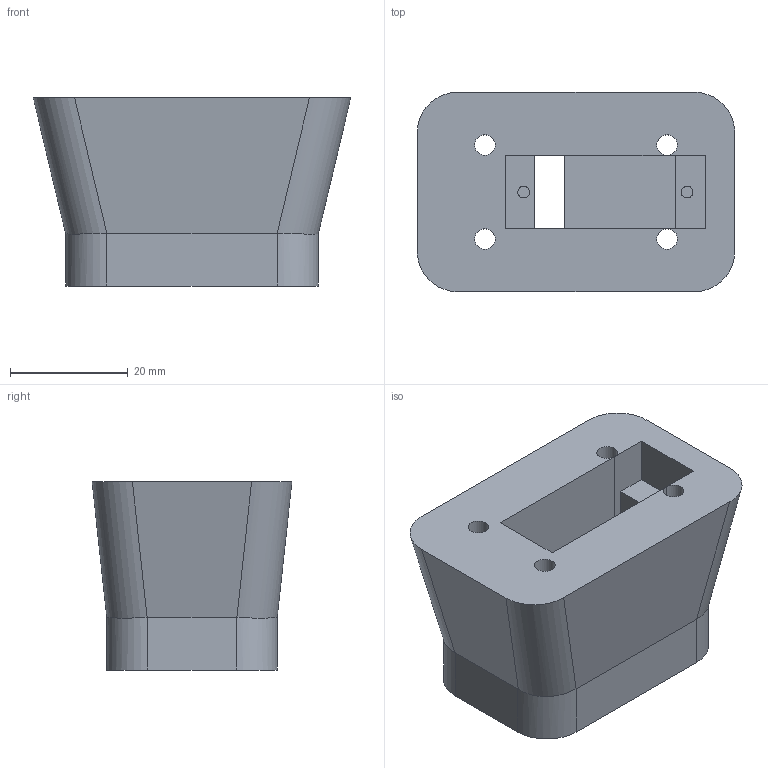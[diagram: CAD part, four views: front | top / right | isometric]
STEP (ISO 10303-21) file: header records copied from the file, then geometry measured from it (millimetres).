
FILE_DESCRIPTION(('FreeCAD Model'),'2;1');
FILE_NAME('Open CASCADE Shape Model','2024-08-14T08:16:37',('Author'),( ''),'Open CASCADE STEP processor 7.6','FreeCAD','Unknown');
FILE_SCHEMA(('AUTOMOTIVE_DESIGN { 1 0 10303 214 1 1 1 1 }'));
Length unit declared in the file: millimetre
Products named in the file (1): gripper_base_plate v1
Bounding box: 54 x 34 x 32 mm (x, y, z)
Volume: 29118.4 mm3; surface area: 11380.6 mm2
Topology: 1 solids, 1 shells, 50 faces, 140 edges, 90 vertices
Faces by surface type: plane 32, cylinder 18
Full cylindrical faces by diameter (mm): 2 x2, 3.5 x4
Entity records: 1682 total; most frequent: CARTESIAN_POINT 321, ORIENTED_EDGE 280, DIRECTION 274, EDGE_CURVE 140, LINE 100, VECTOR 100, VERTEX_POINT 90, AXIS2_PLACEMENT_3D 87
